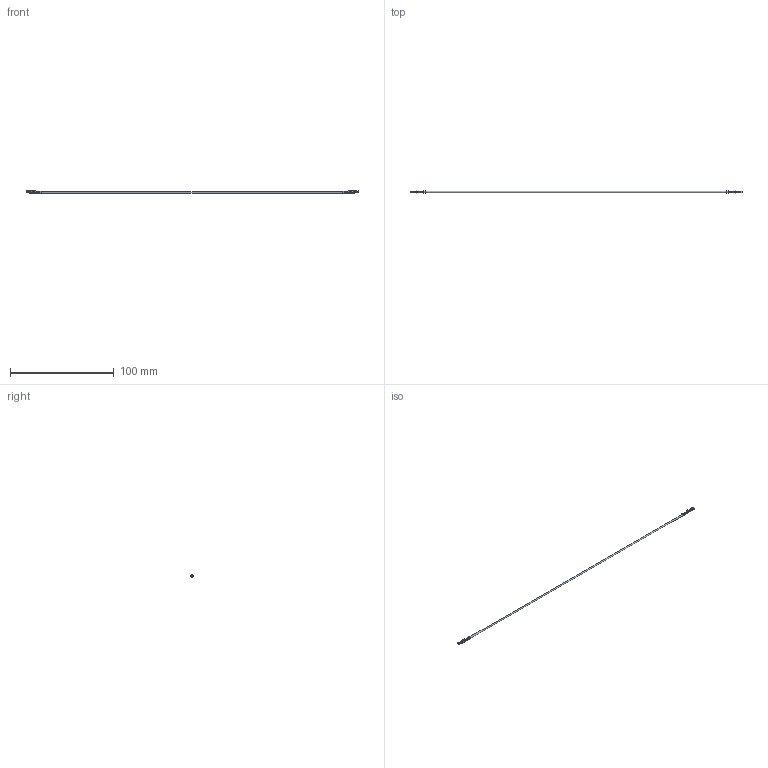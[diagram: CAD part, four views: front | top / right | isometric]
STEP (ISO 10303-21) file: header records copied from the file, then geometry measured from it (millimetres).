
FILE_DESCRIPTION(/* description */ ('Unknown'),/* implementation_level */ '2;1');
FILE_NAME(/* name */ '649749722030',/* time_stamp */ '2020-04-29T12:26:22+02:00',/* author */ ('Unknown'),/* organization */ ('Unknown'),/* preprocessor_version */ 'ST-DEVELOPER v16.7',/* originating_system */ 'DEX',/* authorisation */ $);
FILE_SCHEMA (('AUTOMOTIVE_DESIGN {1 0 10303 214 3 1 1}'));
Length unit declared in the file: millimetre
Products named in the file (4): 649749722030; Wire 22AWG Black; 64900713722DEC; 64900713722DEC_mir
Assembly tree (3 placements, depth 2):
  649749722030
    Wire 22AWG Black
    64900713722DEC
    64900713722DEC_mir
Bounding box: 320.6 x 3.2 x 2.75 mm (x, y, z)
Volume: 622 mm3; surface area: 1816.8 mm2
Topology: 3 solids, 3 shells, 451 faces, 1186 edges, 757 vertices
Faces by surface type: plane 296, cylinder 99, bspline 40, torus 16
Full cylindrical faces by diameter (mm): 0.35 x4, 0.5 x4, 0.76 x2, 1.6 x1
Entity records: 14397 total; most frequent: CARTESIAN_POINT 3617, ORIENTED_EDGE 2280, DIRECTION 2052, EDGE_CURVE 1140, VERTEX_POINT 738, LINE 710, VECTOR 710, AXIS2_PLACEMENT_3D 671
